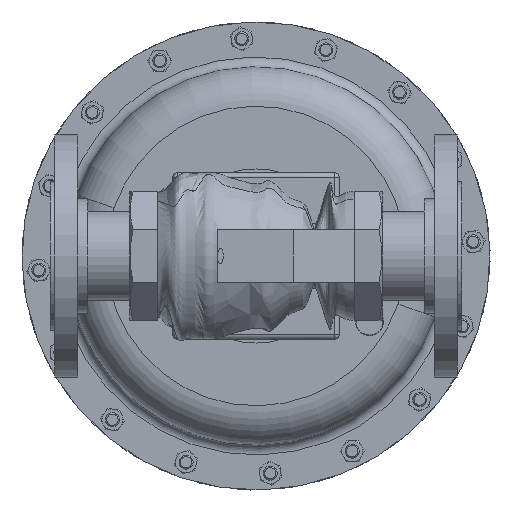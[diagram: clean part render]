
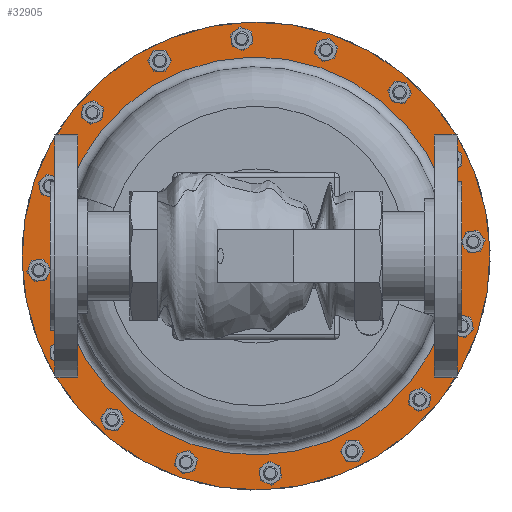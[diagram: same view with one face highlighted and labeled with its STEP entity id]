
A CAD part, front view. The second image highlights one B-rep face of the part: STEP entity #32905.
In plain terms, the highlighted planar face has unit normal (0, -1, 0).
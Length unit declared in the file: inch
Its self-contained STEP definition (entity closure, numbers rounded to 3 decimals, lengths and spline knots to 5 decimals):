
#486 = CIRCLE ( 'NONE', #20914, 6.25 ) ;
#712 = CARTESIAN_POINT ( 'NONE',  ( 0., 10.485, 0. ) ) ;
#1429 = ORIENTED_EDGE ( 'NONE', *, *, #1467, .F. ) ;
#1467 = EDGE_CURVE ( 'NONE', #39623, #8173, #23044, .T. ) ;
#1918 = DIRECTION ( 'NONE',  ( 0.947, 0., -0.321 ) ) ;
#2006 = VERTEX_POINT ( 'NONE', #32878 ) ;
#2868 = CARTESIAN_POINT ( 'NONE',  ( -5.03293, 10.485, 1.70845 ) ) ;
#3960 = CARTESIAN_POINT ( 'NONE',  ( -5.91831, 10.485, 2.009 ) ) ;
#4333 = EDGE_CURVE ( 'NONE', #2006, #37429, #39594, .T. ) ;
#4404 = DIRECTION ( 'NONE',  ( 0.947, 0., -0.321 ) ) ;
#4751 = AXIS2_PLACEMENT_3D ( 'NONE', #10166, #35869, #13877 ) ;
#8025 = ORIENTED_EDGE ( 'NONE', *, *, #4333, .T. ) ;
#8173 = VERTEX_POINT ( 'NONE', #3960 ) ;
#8822 = ORIENTED_EDGE ( 'NONE', *, *, #11848, .F. ) ;
#8941 = AXIS2_PLACEMENT_3D ( 'NONE', #33884, #41274, #19265 ) ;
#10166 = CARTESIAN_POINT ( 'NONE',  ( 0., 10.485, 0. ) ) ;
#11848 = EDGE_CURVE ( 'NONE', #8173, #39623, #486, .T. ) ;
#13877 = DIRECTION ( 'NONE',  ( 0.947, 0., -0.321 ) ) ;
#17558 = FACE_BOUND ( 'NONE', #29786, .T. ) ;
#18437 = DIRECTION ( 'NONE',  ( 0., 1., 0. ) ) ;
#19265 = DIRECTION ( 'NONE',  ( -0.947, 0., 0.321 ) ) ;
#20239 = EDGE_CURVE ( 'NONE', #37429, #2006, #44559, .T. ) ;
#20914 = AXIS2_PLACEMENT_3D ( 'NONE', #712, #26471, #4404 ) ;
#22015 = AXIS2_PLACEMENT_3D ( 'NONE', #40426, #18437, #44117 ) ;
#23044 = CIRCLE ( 'NONE', #4751, 6.25 ) ;
#23945 = DIRECTION ( 'NONE',  ( 0., 1., 0. ) ) ;
#25144 = ORIENTED_EDGE ( 'NONE', *, *, #20239, .T. ) ;
#26471 = DIRECTION ( 'NONE',  ( 0., 1., 0. ) ) ;
#29786 = EDGE_LOOP ( 'NONE', ( #8025, #25144 ) ) ;
#30147 = PLANE ( 'NONE',  #8941 ) ;
#30392 = AXIS2_PLACEMENT_3D ( 'NONE', #45961, #23945, #1918 ) ;
#32878 = CARTESIAN_POINT ( 'NONE',  ( 5.03293, 10.485, -1.70845 ) ) ;
#32905 = ADVANCED_FACE ( 'NONE', ( #17558, #37067 ), #30147, .T. ) ;
#33884 = CARTESIAN_POINT ( 'NONE',  ( -2.009, 10.485, -5.91831 ) ) ;
#35869 = DIRECTION ( 'NONE',  ( 0., 1., 0. ) ) ;
#37067 = FACE_OUTER_BOUND ( 'NONE', #43504, .T. ) ;
#37361 = CARTESIAN_POINT ( 'NONE',  ( 5.91831, 10.485, -2.009 ) ) ;
#37429 = VERTEX_POINT ( 'NONE', #2868 ) ;
#39594 = CIRCLE ( 'NONE', #30392, 5.315 ) ;
#39623 = VERTEX_POINT ( 'NONE', #37361 ) ;
#40426 = CARTESIAN_POINT ( 'NONE',  ( 0., 10.485, 0. ) ) ;
#41274 = DIRECTION ( 'NONE',  ( 0., -1., 0. ) ) ;
#43504 = EDGE_LOOP ( 'NONE', ( #1429, #8822 ) ) ;
#44117 = DIRECTION ( 'NONE',  ( 0.947, 0., -0.321 ) ) ;
#44559 = CIRCLE ( 'NONE', #22015, 5.315 ) ;
#45961 = CARTESIAN_POINT ( 'NONE',  ( 0., 10.485, 0. ) ) ;
